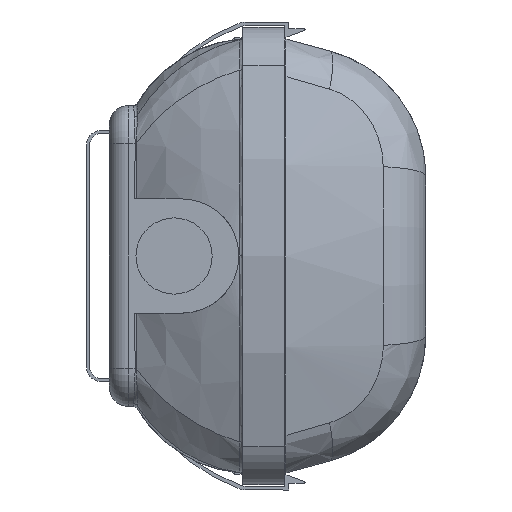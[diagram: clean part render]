
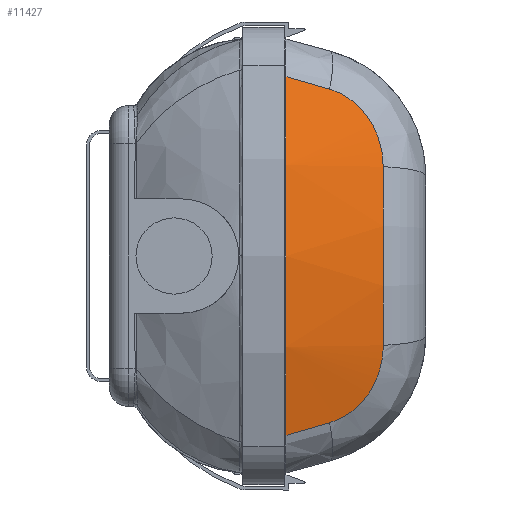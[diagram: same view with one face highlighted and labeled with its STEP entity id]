
A CAD part, left-side view. The second image highlights one B-rep face of the part: STEP entity #11427.
In plain terms, the highlighted conical face has half-angle 15 degrees and reference radius 147 mm.
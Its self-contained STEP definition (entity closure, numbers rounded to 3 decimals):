
#262 = ORIENTED_EDGE ( 'NONE', *, *, #19219, .T. ) ;
#286 = CARTESIAN_POINT ( 'NONE',  ( -316.819, -12.867, -43.449 ) ) ;
#389 = CARTESIAN_POINT ( 'NONE',  ( -316.281, -20.88, -37.725 ) ) ;
#473 = DIRECTION ( 'NONE',  ( 0., 0., 1. ) ) ;
#494 = CARTESIAN_POINT ( 'NONE',  ( -318.092, -25.882, -23.428 ) ) ;
#717 = CARTESIAN_POINT ( 'NONE',  ( -317.726, -25.805, 25.626 ) ) ;
#822 = CARTESIAN_POINT ( 'NONE',  ( -316.234, -19.391, 39.362 ) ) ;
#1114 = B_SPLINE_CURVE_WITH_KNOTS ( 'NONE', 3,
 ( #32521, #32632, #22489, #14850 ),
 .UNSPECIFIED., .F., .F.,
 ( 4, 4 ),
 ( 0., 0.012 ),
 .UNSPECIFIED. ) ;
#1616 = AXIS2_PLACEMENT_3D ( 'NONE', #10672, #8151, #13189 ) ;
#1722 = CARTESIAN_POINT ( 'NONE',  ( -318.454, -4.184, -45.955 ) ) ;
#2089 = EDGE_CURVE ( 'NONE', #5139, #29392, #1114, .T. ) ;
#2904 = CARTESIAN_POINT ( 'NONE',  ( -316.361, -21.896, -36.394 ) ) ;
#3224 = CARTESIAN_POINT ( 'NONE',  ( -317.229, -25.272, 28.868 ) ) ;
#3324 = CARTESIAN_POINT ( 'NONE',  ( -316.313, -17.242, 41.12 ) ) ;
#4263 = CARTESIAN_POINT ( 'NONE',  ( -317.74, -7.997, -44.856 ) ) ;
#4270 = B_SPLINE_CURVE_WITH_KNOTS ( 'NONE', 3,
 ( #17823, #286, #22929, #7828, #25432, #10352, #28008, #12877, #30531, #15395, #389, #17935, #2904, #20497, #5421, #23044, #7935, #25544, #10461, #28114, #12973, #30641, #15502, #494 ),
 .UNSPECIFIED., .F., .F.,
 ( 4, 2, 2, 2, 2, 2, 2, 2, 2, 2, 2, 4 ),
 ( 0.013, 0.016, 0.018, 0.019, 0.023, 0.024, 0.026, 0.029, 0.031, 0.032, 0.036, 0.039 ),
 .UNSPECIFIED. ) ;
#5118 = EDGE_CURVE ( 'NONE', #29392, #11541, #23487, .T. ) ;
#5139 = VERTEX_POINT ( 'NONE', #23869 ) ;
#5421 = CARTESIAN_POINT ( 'NONE',  ( -316.569, -23.35, -34.036 ) ) ;
#5736 = CARTESIAN_POINT ( 'NONE',  ( -316.937, -24.635, 30.991 ) ) ;
#5845 = CARTESIAN_POINT ( 'NONE',  ( -316.429, -15.838, 42.03 ) ) ;
#6181 = VERTEX_POINT ( 'NONE', #12025 ) ;
#6205 = CARTESIAN_POINT ( 'NONE',  ( -318.092, -25.882, -23.428 ) ) ;
#7828 = CARTESIAN_POINT ( 'NONE',  ( -316.48, -15.358, -42.301 ) ) ;
#7881 = ORIENTED_EDGE ( 'NONE', *, *, #18282, .T. ) ;
#7935 = CARTESIAN_POINT ( 'NONE',  ( -316.804, -24.25, -32.027 ) ) ;
#8151 = DIRECTION ( 'NONE',  ( 0., 1., 0. ) ) ;
#8253 = CARTESIAN_POINT ( 'NONE',  ( -316.742, -24.039, 32.535 ) ) ;
#8369 = CARTESIAN_POINT ( 'NONE',  ( -316.661, -13.887, 43.045 ) ) ;
#8922 = CARTESIAN_POINT ( 'NONE',  ( -319.161, -0.371, 47.053 ) ) ;
#9246 = EDGE_LOOP ( 'NONE', ( #30746, #21670, #262, #10836, #17847, #7881 ) ) ;
#10352 = CARTESIAN_POINT ( 'NONE',  ( -316.346, -16.779, -41.44 ) ) ;
#10461 = CARTESIAN_POINT ( 'NONE',  ( -317.008, -24.809, -30.463 ) ) ;
#10672 = CARTESIAN_POINT ( 'NONE',  ( -180., 0., 0. ) ) ;
#10785 = CARTESIAN_POINT ( 'NONE',  ( -316.472, -22.817, 35.002 ) ) ;
#10836 = ORIENTED_EDGE ( 'NONE', *, *, #25985, .T. ) ;
#10891 = CARTESIAN_POINT ( 'NONE',  ( -317.02, -11.807, 43.755 ) ) ;
#11427 = ADVANCED_FACE ( 'NONE', ( #19863 ), #19070, .T. ) ;
#11541 = VERTEX_POINT ( 'NONE', #28977 ) ;
#12025 = CARTESIAN_POINT ( 'NONE',  ( -317.02, -11.807, -43.755 ) ) ;
#12877 = CARTESIAN_POINT ( 'NONE',  ( -316.244, -18.574, -40.107 ) ) ;
#12887 = CIRCLE ( 'NONE', #19598, 140.065 ) ;
#12973 = CARTESIAN_POINT ( 'NONE',  ( -317.388, -25.5, -27.794 ) ) ;
#13189 = DIRECTION ( 'NONE',  ( 0., 0., -1. ) ) ;
#13188 = CARTESIAN_POINT ( 'NONE',  ( -318.092, -25.882, 23.428 ) ) ;
#13298 = CARTESIAN_POINT ( 'NONE',  ( -316.329, -21.567, 36.849 ) ) ;
#13790 = CARTESIAN_POINT ( 'NONE',  ( -180., -0.371, 0. ) ) ;
#14603 = B_SPLINE_CURVE_WITH_KNOTS ( 'NONE', 3,
 ( #19273, #1722, #4263, #21837 ),
 .UNSPECIFIED., .F., .F.,
 ( 4, 4 ),
 ( 0., 0.012 ),
 .UNSPECIFIED. ) ;
#14850 = CARTESIAN_POINT ( 'NONE',  ( -319.161, -0.371, 47.053 ) ) ;
#15395 = CARTESIAN_POINT ( 'NONE',  ( -316.264, -20.52, -38.146 ) ) ;
#15473 = DIRECTION ( 'NONE',  ( 0., 1., 0. ) ) ;
#15502 = CARTESIAN_POINT ( 'NONE',  ( -317.904, -25.882, -24.532 ) ) ;
#15727 = CARTESIAN_POINT ( 'NONE',  ( -317.904, -25.882, 24.532 ) ) ;
#15826 = CARTESIAN_POINT ( 'NONE',  ( -316.264, -20.52, 38.146 ) ) ;
#16318 = DIRECTION ( 'NONE',  ( 0., 0., 1. ) ) ;
#16582 = EDGE_CURVE ( 'NONE', #27885, #29152, #12887, .T. ) ;
#17382 = AXIS2_PLACEMENT_3D ( 'NONE', #13790, #31459, #16318 ) ;
#17823 = CARTESIAN_POINT ( 'NONE',  ( -317.02, -11.807, -43.755 ) ) ;
#17847 = ORIENTED_EDGE ( 'NONE', *, *, #16582, .T. ) ;
#17935 = CARTESIAN_POINT ( 'NONE',  ( -316.329, -21.567, -36.849 ) ) ;
#18264 = CARTESIAN_POINT ( 'NONE',  ( -317.388, -25.5, 27.794 ) ) ;
#18282 = EDGE_CURVE ( 'NONE', #29152, #5139, #24911, .T. ) ;
#18378 = CARTESIAN_POINT ( 'NONE',  ( -316.244, -18.574, 40.107 ) ) ;
#19070 = CONICAL_SURFACE ( 'NONE', #1616, 147., 0.262 ) ;
#19219 = EDGE_CURVE ( 'NONE', #11541, #6181, #14603, .T. ) ;
#19273 = CARTESIAN_POINT ( 'NONE',  ( -319.161, -0.371, -47.053 ) ) ;
#19598 = AXIS2_PLACEMENT_3D ( 'NONE', #30614, #15473, #473 ) ;
#19863 = FACE_OUTER_BOUND ( 'NONE', #9246, .T. ) ;
#20497 = CARTESIAN_POINT ( 'NONE',  ( -316.472, -22.817, -35.002 ) ) ;
#20817 = CARTESIAN_POINT ( 'NONE',  ( -317.008, -24.809, 30.463 ) ) ;
#20932 = CARTESIAN_POINT ( 'NONE',  ( -316.346, -16.779, 41.44 ) ) ;
#21670 = ORIENTED_EDGE ( 'NONE', *, *, #5118, .T. ) ;
#21837 = CARTESIAN_POINT ( 'NONE',  ( -317.02, -11.807, -43.755 ) ) ;
#22489 = CARTESIAN_POINT ( 'NONE',  ( -318.454, -4.184, 45.955 ) ) ;
#22506 = CARTESIAN_POINT ( 'NONE',  ( -318.092, -25.882, 23.428 ) ) ;
#22929 = CARTESIAN_POINT ( 'NONE',  ( -316.661, -13.887, -43.045 ) ) ;
#23044 = CARTESIAN_POINT ( 'NONE',  ( -316.742, -24.039, -32.535 ) ) ;
#23382 = CARTESIAN_POINT ( 'NONE',  ( -316.804, -24.25, 32.027 ) ) ;
#23487 = CIRCLE ( 'NONE', #17382, 146.901 ) ;
#23493 = CARTESIAN_POINT ( 'NONE',  ( -316.48, -15.358, 42.301 ) ) ;
#23869 = CARTESIAN_POINT ( 'NONE',  ( -317.02, -11.807, 43.755 ) ) ;
#24911 = B_SPLINE_CURVE_WITH_KNOTS ( 'NONE', 3,
 ( #13188, #15727, #717, #18264, #3224, #20817, #5736, #23382, #8253, #25868, #10785, #28437, #13298, #30971, #15826, #822, #18378, #3324, #20932, #5845, #23493, #8369, #25981, #10891 ),
 .UNSPECIFIED., .F., .F.,
 ( 4, 2, 2, 2, 2, 2, 2, 2, 2, 2, 2, 4 ),
 ( 0., 0.003, 0.007, 0.008, 0.01, 0.013, 0.015, 0.017, 0.02, 0.022, 0.023, 0.027 ),
 .UNSPECIFIED. ) ;
#25432 = CARTESIAN_POINT ( 'NONE',  ( -316.429, -15.838, -42.03 ) ) ;
#25544 = CARTESIAN_POINT ( 'NONE',  ( -316.937, -24.635, -30.991 ) ) ;
#25868 = CARTESIAN_POINT ( 'NONE',  ( -316.569, -23.35, 34.036 ) ) ;
#25981 = CARTESIAN_POINT ( 'NONE',  ( -316.819, -12.867, 43.449 ) ) ;
#25985 = EDGE_CURVE ( 'NONE', #6181, #27885, #4270, .T. ) ;
#27885 = VERTEX_POINT ( 'NONE', #6205 ) ;
#28008 = CARTESIAN_POINT ( 'NONE',  ( -316.313, -17.242, -41.12 ) ) ;
#28114 = CARTESIAN_POINT ( 'NONE',  ( -317.229, -25.272, -28.868 ) ) ;
#28437 = CARTESIAN_POINT ( 'NONE',  ( -316.361, -21.896, 36.394 ) ) ;
#28977 = CARTESIAN_POINT ( 'NONE',  ( -319.161, -0.371, -47.053 ) ) ;
#29152 = VERTEX_POINT ( 'NONE', #22506 ) ;
#29392 = VERTEX_POINT ( 'NONE', #8922 ) ;
#30531 = CARTESIAN_POINT ( 'NONE',  ( -316.234, -19.391, -39.362 ) ) ;
#30614 = CARTESIAN_POINT ( 'NONE',  ( -180., -25.882, 0. ) ) ;
#30641 = CARTESIAN_POINT ( 'NONE',  ( -317.726, -25.805, -25.626 ) ) ;
#30746 = ORIENTED_EDGE ( 'NONE', *, *, #2089, .T. ) ;
#30971 = CARTESIAN_POINT ( 'NONE',  ( -316.281, -20.88, 37.725 ) ) ;
#31459 = DIRECTION ( 'NONE',  ( 0., -1., 0. ) ) ;
#32521 = CARTESIAN_POINT ( 'NONE',  ( -317.02, -11.807, 43.755 ) ) ;
#32632 = CARTESIAN_POINT ( 'NONE',  ( -317.74, -7.997, 44.856 ) ) ;
